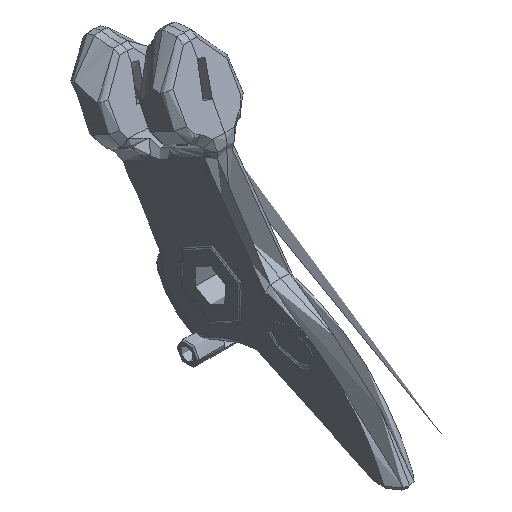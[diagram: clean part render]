
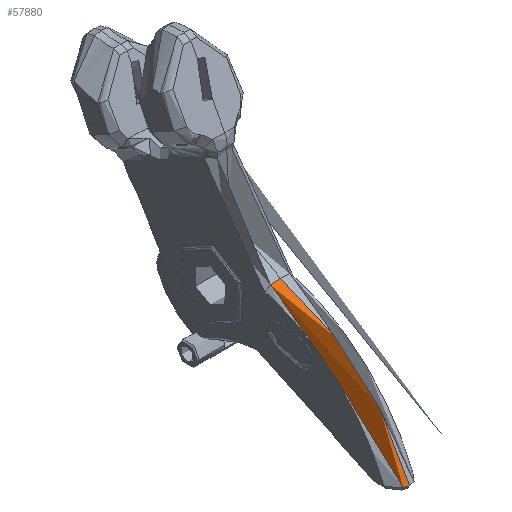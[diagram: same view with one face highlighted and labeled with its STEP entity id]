
A CAD part, isometric view. The second image highlights one B-rep face of the part: STEP entity #57880.
In plain terms, the highlighted conical face has half-angle 7 degrees and reference radius 153.853 mm.
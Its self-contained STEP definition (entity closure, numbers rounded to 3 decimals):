
#54525=CARTESIAN_POINT('Control Point',(0.,-97.734,-136.802)) ;
#54526=CARTESIAN_POINT('Control Point',(-0.895,-97.647,-136.628)) ;
#54527=CARTESIAN_POINT('Control Point',(-1.79,-97.56,-136.454)) ;
#54528=CARTESIAN_POINT('Control Point',(-2.685,-97.472,-136.28)) ;
#54529=CARTESIAN_POINT('Control Point',(-3.58,-97.385,-136.106)) ;
#54530=CARTESIAN_POINT('Control Point',(-4.475,-97.297,-135.932)) ;
#54684=CARTESIAN_POINT('Control Point',(-4.475,-97.297,-135.932)) ;
#54685=CARTESIAN_POINT('Control Point',(-4.475,-97.334,-135.647)) ;
#54686=CARTESIAN_POINT('Control Point',(-4.475,-97.371,-135.362)) ;
#54687=CARTESIAN_POINT('Control Point',(-4.475,-97.407,-135.077)) ;
#54688=CARTESIAN_POINT('Control Point',(-4.476,-98.124,-129.33)) ;
#54689=CARTESIAN_POINT('Control Point',(-4.482,-98.565,-123.584)) ;
#54690=CARTESIAN_POINT('Control Point',(-4.506,-98.739,-118.117)) ;
#54691=CARTESIAN_POINT('Control Point',(-4.599,-98.6,-107.464)) ;
#54692=CARTESIAN_POINT('Control Point',(-4.794,-97.513,-96.784)) ;
#54693=CARTESIAN_POINT('Control Point',(-4.915,-96.759,-91.589)) ;
#54694=CARTESIAN_POINT('Control Point',(-5.245,-94.507,-79.749)) ;
#54695=CARTESIAN_POINT('Control Point',(-5.68,-91.037,-68.017)) ;
#54696=CARTESIAN_POINT('Control Point',(-5.948,-88.7,-61.494)) ;
#54697=CARTESIAN_POINT('Control Point',(-6.497,-83.343,-48.87)) ;
#54698=CARTESIAN_POINT('Control Point',(-7.03,-76.565,-36.845)) ;
#54699=CARTESIAN_POINT('Control Point',(-7.276,-72.901,-31.113)) ;
#54700=CARTESIAN_POINT('Control Point',(-7.626,-66.437,-22.132)) ;
#54701=CARTESIAN_POINT('Control Point',(-7.858,-59.275,-13.838)) ;
#54702=CARTESIAN_POINT('Control Point',(-7.927,-56.412,-10.742)) ;
#54703=CARTESIAN_POINT('Control Point',(-7.974,-53.171,-7.466)) ;
#54704=CARTESIAN_POINT('Control Point',(-7.986,-49.85,-4.343)) ;
#54705=CARTESIAN_POINT('Control Point',(-7.987,-49.546,-4.059)) ;
#54706=CARTESIAN_POINT('Control Point',(-7.987,-49.242,-3.777)) ;
#54707=CARTESIAN_POINT('Control Point',(-7.987,-48.938,-3.496)) ;
#57869=CARTESIAN_POINT('Line Origine',(-5.75,-49.124,-3.294)) ;
#57870=DIRECTION('Vector Direction',(0.993,-0.083,0.09)) ;
#57875=ORIENTED_EDGE('',*,*,#57868,.T.) ;
#57876=ORIENTED_EDGE('',*,*,#57873,.T.) ;
#57877=ORIENTED_EDGE('',*,*,#54710,.T.) ;
#57878=ORIENTED_EDGE('',*,*,#54531,.F.) ;
#57871=VECTOR('Line Direction',#57870,1.) ;
#57880=ADVANCED_FACE('\X2\52A05DE55716\X0\(\X2\7F8A89D279FB\X0\2mm)',(#57879),#57861,.T.) ;
#54524=B_SPLINE_CURVE_WITH_KNOTS('',5,(#54525,#54526,#54527,#54528,#54529,#54530),.UNSPECIFIED.,.F.,.U.,(6,6),(3.336,9.812),.UNSPECIFIED.) ;
#54683=B_SPLINE_CURVE_WITH_KNOTS('',5,(#54684,#54685,#54686,#54687,#54688,#54689,#54690,#54691,#54692,#54693,#54694,#54695,#54696,#54697,#54698,#54699,#54700,#54701,#54702,#54703,#54704,#54705,#54706,#54707),.UNSPECIFIED.,.F.,.U.,(6,3,3,3,3,3,3,6),(116.915,119.429,167.649,213.25,271.679,328.274,363.949,367.53),.UNSPECIFIED.) ;
#57865=CIRCLE('generated circle',#57864,153.853) ;
#57861=CONICAL_SURFACE('Cone',#57860,153.853,0.122) ;
#54531=EDGE_CURVE('',#54520,#54421,#54524,.T.) ;
#54710=EDGE_CURVE('',#54709,#54421,#54683,.F.) ;
#57868=EDGE_CURVE('',#54520,#57867,#57865,.F.) ;
#57873=EDGE_CURVE('',#57867,#54709,#57872,.F.) ;
#57874=EDGE_LOOP('',(#57875,#57876,#57877,#57878)) ;
#57879=FACE_OUTER_BOUND('',#57874,.T.) ;
#57872=LINE('Line',#57869,#57871) ;
